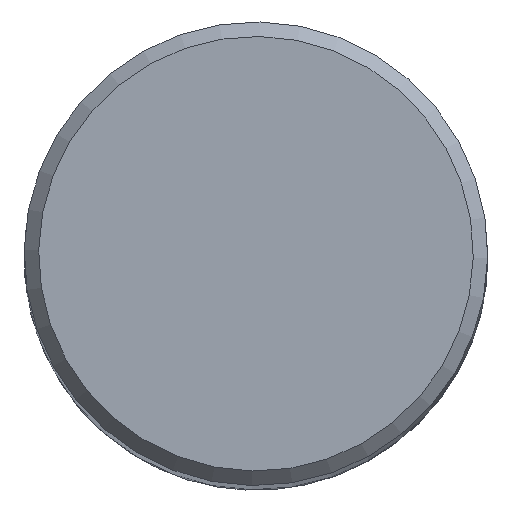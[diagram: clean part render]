
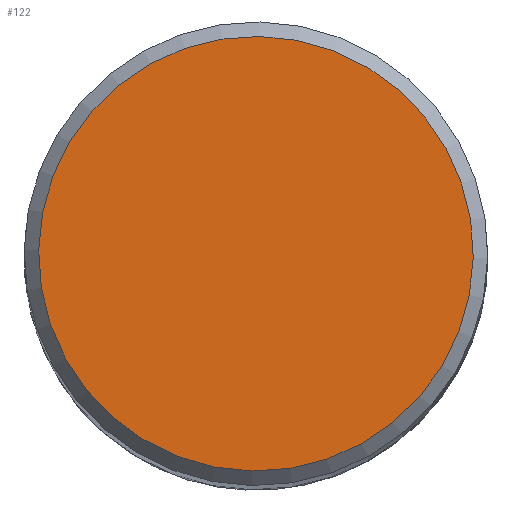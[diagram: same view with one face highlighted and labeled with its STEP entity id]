
A CAD part, top view. The second image highlights one B-rep face of the part: STEP entity #122.
In plain terms, the highlighted planar face has unit normal (0, 0, 1).
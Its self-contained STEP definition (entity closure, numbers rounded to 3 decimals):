
#102=FACE_OUTER_BOUND('',#180,.T.);
#105=PLANE('',#368);
#122=ADVANCED_FACE('',(#102),#105,.T.);
#180=EDGE_LOOP('',(#208));
#208=ORIENTED_EDGE('',*,*,#243,.F.);
#228=VERTEX_POINT('',#506);
#243=EDGE_CURVE('',#228,#228,#257,.T.);
#257=CIRCLE('',#367,14.994);
#367=AXIS2_PLACEMENT_3D('',#505,#433,#434);
#368=AXIS2_PLACEMENT_3D('',#507,#435,#436);
#433=DIRECTION('',(0.,0.,-1.));
#434=DIRECTION('',(0.326,-0.946,0.));
#435=DIRECTION('',(0.,0.,1.));
#436=DIRECTION('',(-0.326,0.946,0.));
#505=CARTESIAN_POINT('',(0.,0.,0.));
#506=CARTESIAN_POINT('',(4.882,-14.177,0.));
#507=CARTESIAN_POINT('',(-14.994,0.,0.));
